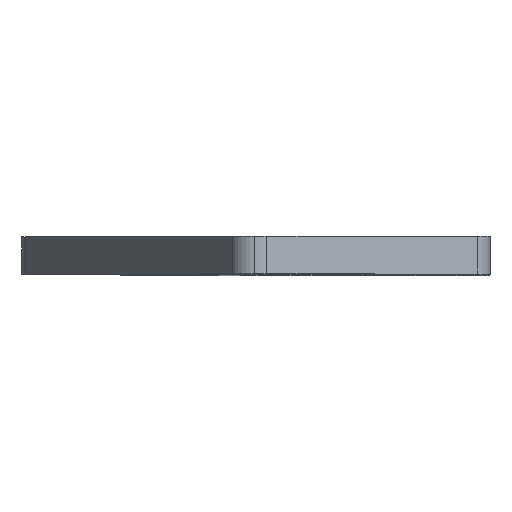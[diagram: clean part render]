
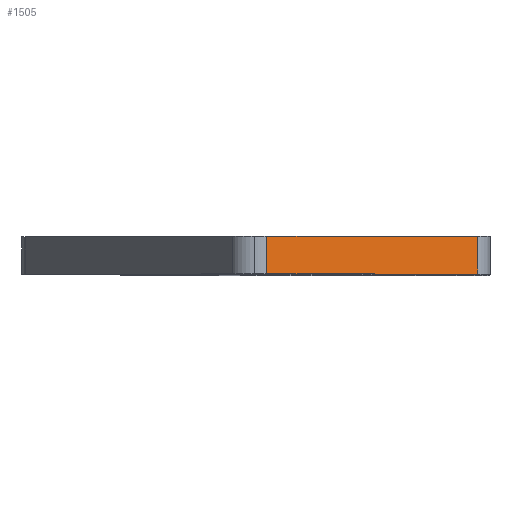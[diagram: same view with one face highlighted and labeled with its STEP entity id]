
A CAD part, top view. The second image highlights one B-rep face of the part: STEP entity #1505.
In plain terms, the highlighted planar face has unit normal (0.504, 0, 0.864).
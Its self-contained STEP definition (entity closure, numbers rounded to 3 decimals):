
#19 = DIRECTION ( 'NONE',  ( 0.864, 0., -0.504 ) ) ;
#55 = CARTESIAN_POINT ( 'NONE',  ( -4.197, 3., 36.144 ) ) ;
#170 = LINE ( 'NONE', #775, #390 ) ;
#181 = DIRECTION ( 'NONE',  ( -0.864, 0., 0.504 ) ) ;
#202 = CARTESIAN_POINT ( 'NONE',  ( -20.913, 0., 45.901 ) ) ;
#390 = VECTOR ( 'NONE', #577, 1000. ) ;
#397 = VECTOR ( 'NONE', #2022, 1000. ) ;
#561 = AXIS2_PLACEMENT_3D ( 'NONE', #1788, #767, #19 ) ;
#565 = LINE ( 'NONE', #1533, #2485 ) ;
#577 = DIRECTION ( 'NONE',  ( 0., -1., 0. ) ) ;
#663 = VECTOR ( 'NONE', #1197, 1000. ) ;
#755 = CARTESIAN_POINT ( 'NONE',  ( -20.913, 3., 45.901 ) ) ;
#767 = DIRECTION ( 'NONE',  ( 0.504, 0., 0.864 ) ) ;
#775 = CARTESIAN_POINT ( 'NONE',  ( -20.913, 0., 45.901 ) ) ;
#963 = FACE_OUTER_BOUND ( 'NONE', #1098, .T. ) ;
#1043 = LINE ( 'NONE', #1425, #397 ) ;
#1075 = EDGE_CURVE ( 'NONE', #1558, #1872, #1043, .T. ) ;
#1098 = EDGE_LOOP ( 'NONE', ( #1535, #1472, #1467, #2435 ) ) ;
#1197 = DIRECTION ( 'NONE',  ( -0.864, 0., 0.504 ) ) ;
#1357 = CARTESIAN_POINT ( 'NONE',  ( -4.197, 0., 36.144 ) ) ;
#1425 = CARTESIAN_POINT ( 'NONE',  ( -4.197, 3., 36.144 ) ) ;
#1467 = ORIENTED_EDGE ( 'NONE', *, *, #2108, .T. ) ;
#1472 = ORIENTED_EDGE ( 'NONE', *, *, #1075, .T. ) ;
#1505 = ADVANCED_FACE ( 'NONE', ( #963 ), #1939, .T. ) ;
#1533 = CARTESIAN_POINT ( 'NONE',  ( -3.205, 3., 35.565 ) ) ;
#1535 = ORIENTED_EDGE ( 'NONE', *, *, #2414, .F. ) ;
#1544 = VERTEX_POINT ( 'NONE', #202 ) ;
#1547 = VERTEX_POINT ( 'NONE', #755 ) ;
#1558 = VERTEX_POINT ( 'NONE', #1357 ) ;
#1788 = CARTESIAN_POINT ( 'NONE',  ( -3.205, 3., 35.565 ) ) ;
#1872 = VERTEX_POINT ( 'NONE', #55 ) ;
#1939 = PLANE ( 'NONE',  #561 ) ;
#2022 = DIRECTION ( 'NONE',  ( 0., 1., 0. ) ) ;
#2108 = EDGE_CURVE ( 'NONE', #1872, #1547, #565, .T. ) ;
#2183 = CARTESIAN_POINT ( 'NONE',  ( -3.205, 0., 35.565 ) ) ;
#2309 = EDGE_CURVE ( 'NONE', #1547, #1544, #170, .T. ) ;
#2365 = LINE ( 'NONE', #2183, #663 ) ;
#2414 = EDGE_CURVE ( 'NONE', #1558, #1544, #2365, .T. ) ;
#2435 = ORIENTED_EDGE ( 'NONE', *, *, #2309, .T. ) ;
#2485 = VECTOR ( 'NONE', #181, 1000. ) ;
